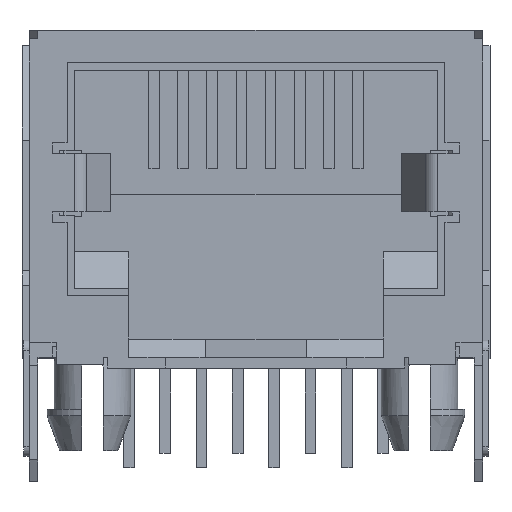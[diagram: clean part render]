
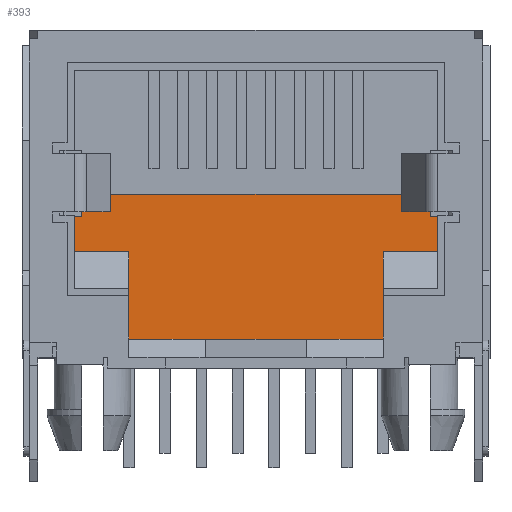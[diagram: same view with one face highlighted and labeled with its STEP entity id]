
A CAD part, top view. The second image highlights one B-rep face of the part: STEP entity #393.
In plain terms, the highlighted planar face has unit normal (0, 0, 1).
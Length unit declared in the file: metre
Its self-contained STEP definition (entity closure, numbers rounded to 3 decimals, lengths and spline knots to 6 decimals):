
#393 = ADVANCED_FACE( '', ( #1196 ), #1197, .T. );
#1196 = FACE_OUTER_BOUND( '', #2106, .T. );
#1197 = PLANE( '', #2107 );
#2106 = EDGE_LOOP( '', ( #5281, #5282, #5283, #5284, #5285, #5286, #5287, #5288, #5289, #5290, #5291, #5292 ) );
#2107 = AXIS2_PLACEMENT_3D( '', #5293, #5294, #5295 );
#5281 = ORIENTED_EDGE( '', *, *, #7420, .F. );
#5282 = ORIENTED_EDGE( '', *, *, #6473, .T. );
#5283 = ORIENTED_EDGE( '', *, *, #7421, .F. );
#5284 = ORIENTED_EDGE( '', *, *, #7231, .T. );
#5285 = ORIENTED_EDGE( '', *, *, #6605, .T. );
#5286 = ORIENTED_EDGE( '', *, *, #7399, .T. );
#5287 = ORIENTED_EDGE( '', *, *, #7422, .T. );
#5288 = ORIENTED_EDGE( '', *, *, #6511, .T. );
#5289 = ORIENTED_EDGE( '', *, *, #6310, .T. );
#5290 = ORIENTED_EDGE( '', *, *, #7267, .T. );
#5291 = ORIENTED_EDGE( '', *, *, #7264, .T. );
#5292 = ORIENTED_EDGE( '', *, *, #7423, .F. );
#5293 = CARTESIAN_POINT( '', ( 0., 0., 0.006858 ) );
#5294 = DIRECTION( '', ( 0., 0., 1. ) );
#5295 = DIRECTION( '', ( 1., 0., 0. ) );
#6310 = EDGE_CURVE( '', #7666, #7664, #7667, .T. );
#6473 = EDGE_CURVE( '', #7965, #7974, #7976, .T. );
#6511 = EDGE_CURVE( '', #8046, #7666, #8047, .T. );
#6605 = EDGE_CURVE( '', #8219, #8217, #8220, .T. );
#7231 = EDGE_CURVE( '', #9259, #8219, #9260, .T. );
#7264 = EDGE_CURVE( '', #9307, #9305, #9308, .T. );
#7267 = EDGE_CURVE( '', #7664, #9307, #9311, .T. );
#7399 = EDGE_CURVE( '', #8217, #9485, #9487, .T. );
#7420 = EDGE_CURVE( '', #7965, #9513, #9514, .T. );
#7421 = EDGE_CURVE( '', #9259, #7974, #9515, .T. );
#7422 = EDGE_CURVE( '', #9485, #8046, #9516, .T. );
#7423 = EDGE_CURVE( '', #9513, #9305, #9517, .T. );
#7664 = VERTEX_POINT( '', #9912 );
#7666 = VERTEX_POINT( '', #9915 );
#7667 = LINE( '', #9916, #9917 );
#7965 = VERTEX_POINT( '', #10364 );
#7974 = VERTEX_POINT( '', #10377 );
#7976 = LINE( '', #10380, #10381 );
#8046 = VERTEX_POINT( '', #10496 );
#8047 = LINE( '', #10497, #10498 );
#8217 = VERTEX_POINT( '', #10748 );
#8219 = VERTEX_POINT( '', #10751 );
#8220 = LINE( '', #10752, #10753 );
#9259 = VERTEX_POINT( '', #12379 );
#9260 = LINE( '', #12380, #12381 );
#9305 = VERTEX_POINT( '', #12457 );
#9307 = VERTEX_POINT( '', #12460 );
#9308 = LINE( '', #12461, #12462 );
#9311 = LINE( '', #12467, #12468 );
#9485 = VERTEX_POINT( '', #12769 );
#9487 = LINE( '', #12772, #12773 );
#9513 = VERTEX_POINT( '', #12819 );
#9514 = LINE( '', #12820, #12821 );
#9515 = LINE( '', #12822, #12823 );
#9516 = LINE( '', #12824, #12825 );
#9517 = LINE( '', #12826, #12827 );
#9912 = CARTESIAN_POINT( '', ( 0.00635, 0.003683, 0.006858 ) );
#9915 = CARTESIAN_POINT( '', ( 0.004445, 0.003683, 0.006858 ) );
#9916 = CARTESIAN_POINT( '', ( 0.004445, 0.003683, 0.006858 ) );
#9917 = VECTOR( '', #13074, 1. );
#10364 = CARTESIAN_POINT( '', ( -0.006096, 0.005715, 0.006858 ) );
#10377 = CARTESIAN_POINT( '', ( -0.006096, 0.004953, 0.006858 ) );
#10380 = CARTESIAN_POINT( '', ( -0.006096, 0.005715, 0.006858 ) );
#10381 = VECTOR( '', #13253, 1. );
#10496 = CARTESIAN_POINT( '', ( 0.004445, 0.000635, 0.006858 ) );
#10497 = CARTESIAN_POINT( '', ( 0.004445, 0.000635, 0.006858 ) );
#10498 = VECTOR( '', #13289, 1. );
#10748 = CARTESIAN_POINT( '', ( -0.004445, 0.003683, 0.006858 ) );
#10751 = CARTESIAN_POINT( '', ( -0.00635, 0.003683, 0.006858 ) );
#10752 = CARTESIAN_POINT( '', ( -0.00635, 0.003683, 0.006858 ) );
#10753 = VECTOR( '', #13407, 1. );
#12379 = CARTESIAN_POINT( '', ( -0.00635, 0.004953, 0.006858 ) );
#12380 = CARTESIAN_POINT( '', ( -0.00635, 0.004953, 0.006858 ) );
#12381 = VECTOR( '', #14137, 1. );
#12457 = CARTESIAN_POINT( '', ( 0.006096, 0.004953, 0.006858 ) );
#12460 = CARTESIAN_POINT( '', ( 0.00635, 0.004953, 0.006858 ) );
#12461 = CARTESIAN_POINT( '', ( 0.00635, 0.004953, 0.006858 ) );
#12462 = VECTOR( '', #14170, 1. );
#12467 = CARTESIAN_POINT( '', ( 0.00635, 0.003683, 0.006858 ) );
#12468 = VECTOR( '', #14173, 1. );
#12769 = CARTESIAN_POINT( '', ( -0.004445, 0.000635, 0.006858 ) );
#12772 = CARTESIAN_POINT( '', ( -0.004445, 0.003683, 0.006858 ) );
#12773 = VECTOR( '', #14325, 1. );
#12819 = CARTESIAN_POINT( '', ( 0.006096, 0.005715, 0.006858 ) );
#12820 = CARTESIAN_POINT( '', ( -0.006096, 0.005715, 0.006858 ) );
#12821 = VECTOR( '', #14346, 1. );
#12822 = CARTESIAN_POINT( '', ( -0.00635, 0.004953, 0.006858 ) );
#12823 = VECTOR( '', #14347, 1. );
#12824 = CARTESIAN_POINT( '', ( -0.004445, 0.000635, 0.006858 ) );
#12825 = VECTOR( '', #14348, 1. );
#12826 = CARTESIAN_POINT( '', ( 0.006096, 0.005715, 0.006858 ) );
#12827 = VECTOR( '', #14349, 1. );
#13074 = DIRECTION( '', ( 1., 0., 0. ) );
#13253 = DIRECTION( '', ( 0., -1., 0. ) );
#13289 = DIRECTION( '', ( 0., 1., 0. ) );
#13407 = DIRECTION( '', ( 1., 0., 0. ) );
#14137 = DIRECTION( '', ( 0., -1., 0. ) );
#14170 = DIRECTION( '', ( -1., 0., 0. ) );
#14173 = DIRECTION( '', ( 0., 1., 0. ) );
#14325 = DIRECTION( '', ( 0., -1., 0. ) );
#14346 = DIRECTION( '', ( 1., 0., 0. ) );
#14347 = DIRECTION( '', ( 1., 0., 0. ) );
#14348 = DIRECTION( '', ( 1., 0., 0. ) );
#14349 = DIRECTION( '', ( 0., -1., 0. ) );
